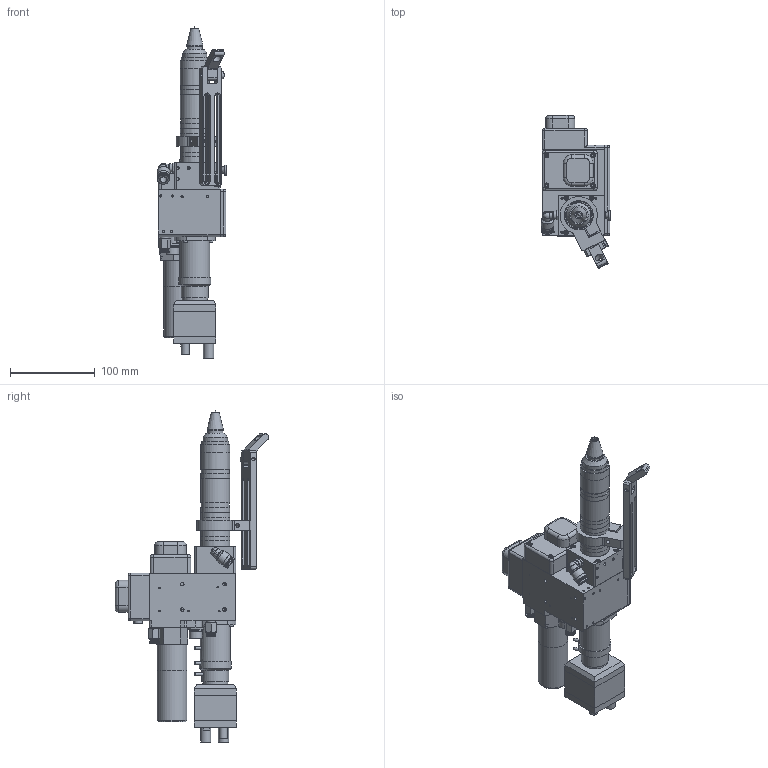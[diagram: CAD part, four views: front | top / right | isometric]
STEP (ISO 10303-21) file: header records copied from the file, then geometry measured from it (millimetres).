
FILE_DESCRIPTION (( 'STEP AP203' ), '1' );
FILE_NAME ('WOB3000T（202408）.STEP', '2024-08-02T01:50:42', ( 'Windows 用户' ), ( '' ), 'SwSTEP 2.0', 'SolidWorks 2022', '' );
FILE_SCHEMA (( 'CONFIG_CONTROL_DESIGN' ));
Products named in the file (1): WOB3000T（202408）
Bounding box: 82.5 x 181.04 x 392.02 mm (x, y, z)
Surface area: 179137.4 mm2 (no closed solid volume)
Topology: 0 solids, 96 shells, 720 faces, 3539 edges, 2903 vertices
Faces by surface type: plane 377, cylinder 258, torus 40, cone 35, sphere 8, bspline 2
Full cylindrical faces by diameter (mm): 1.456 x1, 1.491 x1, 1.6 x5, 1.805 x1, 2.05 x8, 2.082 x1, 2.178 x1, 2.5 x14, 3.3 x7, 3.5 x3, 4.2 x5, 4.227 x1, 4.5 x9, 5 x4, 5.5 x16, 6 x4, 6.4 x2, 6.562 x1, 8 x6, 8.1 x1, 9.5 x1, 9.7 x4, 9.8 x1, 9.9 x1, 10 x3, 11.7 x2, 12 x4, 13.8 x1, 14 x2, 15 x1
Entity records: 40265 total; most frequent: CARTESIAN_POINT 13622, ORIENTED_EDGE 4941, DIRECTION 4894, EDGE_CURVE 3277, VERTEX_POINT 2847, LINE 1924, VECTOR 1924, AXIS2_PLACEMENT_3D 1485
